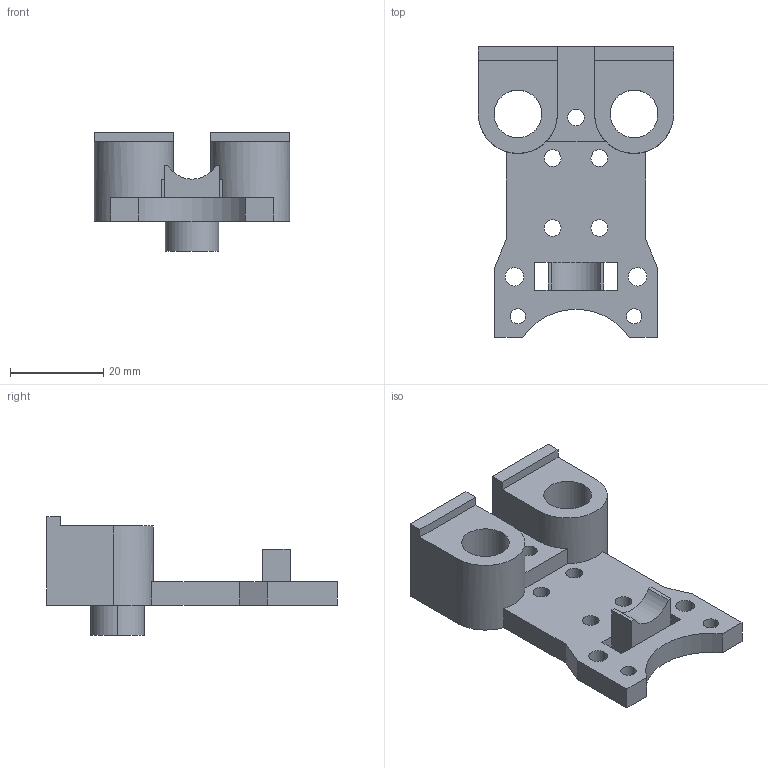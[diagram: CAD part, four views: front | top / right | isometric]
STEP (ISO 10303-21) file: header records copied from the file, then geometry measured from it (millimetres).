
FILE_DESCRIPTION (( 'STEP AP214' ), '1' );
FILE_NAME ('MGN9C hotend mount.STEP', '2025-01-15T01:24:09', ( '' ), ( '' ), 'SwSTEP 2.0', 'SolidWorks 2022', '' );
FILE_SCHEMA (( 'AUTOMOTIVE_DESIGN' ));
Length unit declared in the file: millimetre
Products named in the file (1): MGN9C hotend mount
Bounding box: 42 x 62.43 x 25.5 mm (x, y, z)
Volume: 17557.6 mm3; surface area: 9057.3 mm2
Topology: 2 solids, 2 shells, 67 faces, 188 edges, 124 vertices
Faces by surface type: plane 37, cylinder 30
Entity records: 2317 total; most frequent: DIRECTION 388, CARTESIAN_POINT 380, ORIENTED_EDGE 376, EDGE_CURVE 188, AXIS2_PLACEMENT_3D 132, VERTEX_POINT 124, LINE 124, VECTOR 124
